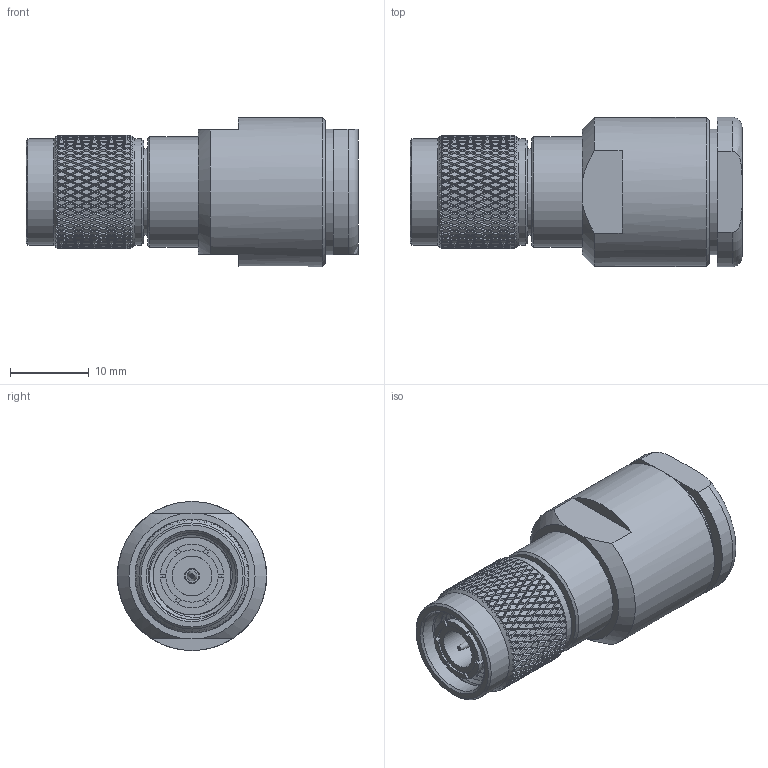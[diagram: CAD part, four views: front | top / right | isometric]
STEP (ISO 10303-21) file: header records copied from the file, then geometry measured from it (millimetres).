
FILE_DESCRIPTION (( 'STEP AP203' ), '1' );
FILE_NAME ('PE4088_3D.step', '2021-02-18T15:15:33', ( '' ), ( '' ), 'SwSTEP 2.0', 'SolidWorks 2018', '' );
FILE_SCHEMA (( 'CONFIG_CONTROL_DESIGN' ));
Length unit declared in the file: inch
Products named in the file (1): PE4088_3D
Bounding box: 42.29 x 19.05 x 18.99 mm (x, y, z)
Volume: 7336.1 mm3; surface area: 7216.6 mm2
Topology: 6 solids, 6 shells, 2705 faces, 5761 edges, 3084 vertices
Faces by surface type: bspline 2010, cylinder 605, plane 61, cone 25, torus 4
Full cylindrical faces by diameter (mm): 1.27 x2, 1.905 x1, 1.956 x1, 2.5 x1, 3 x1, 5.08 x1, 7.569 x1, 9.423 x1, 10.668 x1, 11.023 x1, 11.112 x6, 11.176 x1, 11.252 x2, 12.192 x1, 13.208 x1, 13.513 x2, 14.063 x1, 14.478 x1, 15.494 x1, 15.951 x1, 16.002 x3, 18.991 x1
Entity records: 105330 total; most frequent: CARTESIAN_POINT 70383, ORIENTED_EDGE 11370, EDGE_CURVE 5685, VERTEX_POINT 3060, EDGE_LOOP 2773, FACE_OUTER_BOUND 2729, ADVANCED_FACE 2699, B_SPLINE_CURVE_WITH_KNOTS 2286
